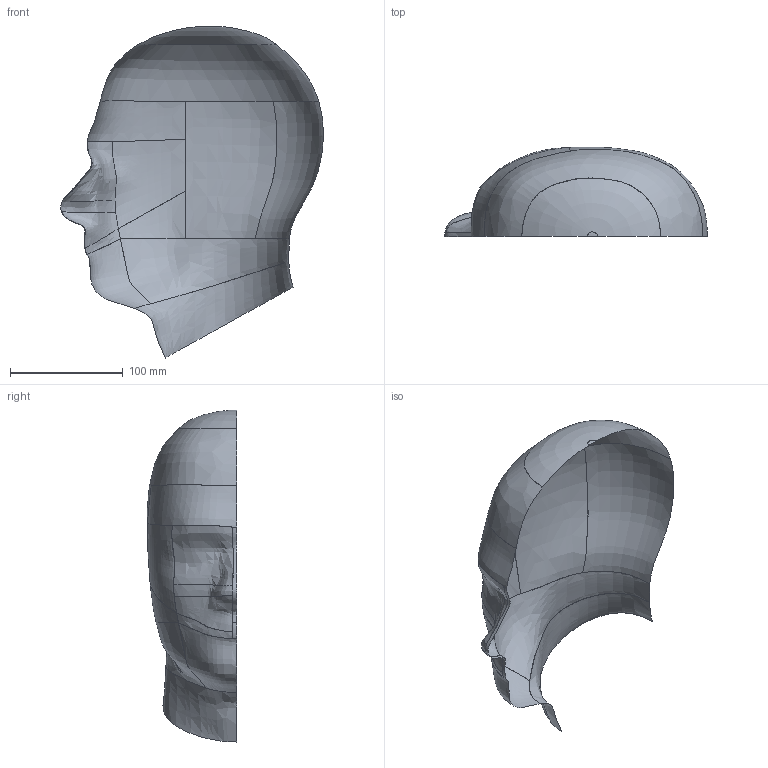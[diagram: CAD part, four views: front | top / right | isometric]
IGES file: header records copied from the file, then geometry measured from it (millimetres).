
Global section: file name: sam_rt_in_6_11.igs; native system: Unigraphics Version 17.0; preprocessor: UG/IGES Version 16.0; date: 010611.114855; units: inch
Bounding box: 232.89 x 79.26 x 294.03 mm (x, y, z)
Surface area: 75604.7 mm2 (no closed solid volume)
Topology: 0 solids, 0 shells, 17 faces, 68 edges, 66 vertices
Faces by surface type: bspline 12, offset 5
